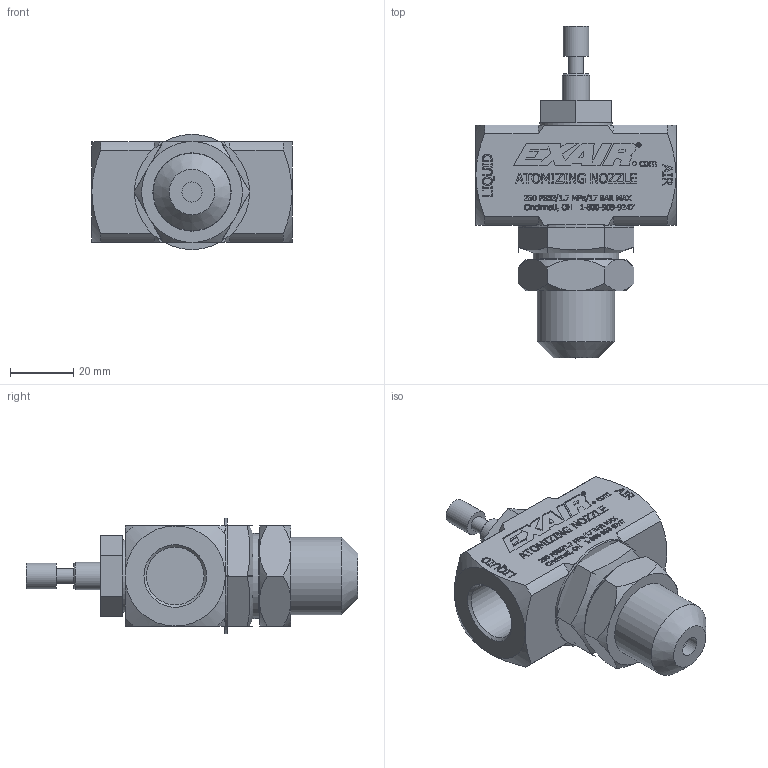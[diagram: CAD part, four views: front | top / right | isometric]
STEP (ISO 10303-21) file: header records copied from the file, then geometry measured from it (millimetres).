
FILE_DESCRIPTION(/* description */ (''),/* implementation_level */ '2;1');
FILE_NAME(/* name */ 'AN5010SS.stp',/* time_stamp */ '2017-03-07T09:45:29-05:00',/* author */ ('Adam Laub'),/* organization */ (''),/* preprocessor_version */ 'ST-DEVELOPER v16.5',/* originating_system */ 'Autodesk Inventor 2017',/* authorisation */ '');
FILE_SCHEMA (('AUTOMOTIVE_DESIGN { 1 0 10303 214 3 1 1 }'));
Length unit declared in the file: inch
Products named in the file (9): AN5010SS; 901529; 901542; 901530; 901541; 901524; 901532-100-dim; 901534; 901536-N100-DIM
Assembly tree (8 placements, depth 2):
  AN5010SS
    901529
    901542
    901530
    901541
    901524
    901532-100-dim
    901534
    901536-N100-DIM
Bounding box: 63.5 x 105.23 x 36.51 mm (x, y, z)
Volume: 77134.5 mm3; surface area: 30135 mm2
Topology: 8 solids, 8 shells, 1437 faces, 3811 edges, 2533 vertices
Faces by surface type: plane 872, bspline 443, cylinder 68, cone 54
Full cylindrical faces by diameter (mm): 4.75 x8, 4.763 x1, 6.35 x3, 7.925 x2, 8.128 x1, 8.433 x1, 8.611 x1, 10.668 x2, 10.716 x1, 11.112 x1, 13.191 x1, 14.287 x1, 14.684 x1, 15.478 x1, 15.875 x3, 15.984 x2, 16.669 x1, 18.256 x2, 19.032 x1, 22.86 x1, 24.606 x1, 24.816 x1, 26.987 x2, 27.686 x1, 28.545 x1, 28.557 x1, 36.512 x1
Entity records: 46592 total; most frequent: CARTESIAN_POINT 13891, ORIENTED_EDGE 7482, DIRECTION 4990, EDGE_CURVE 3741, LINE 2600, VECTOR 2600, VERTEX_POINT 2526, EDGE_LOOP 1671
